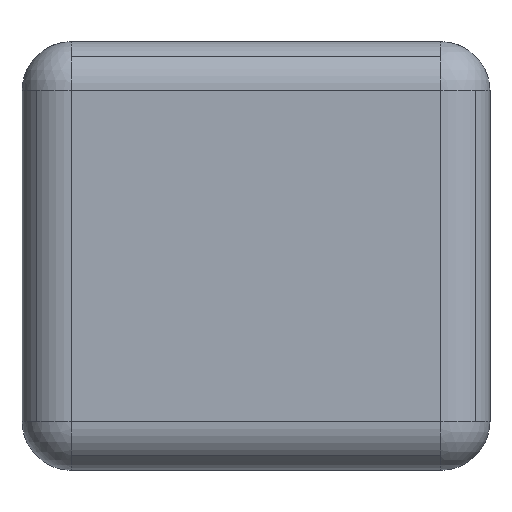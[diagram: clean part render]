
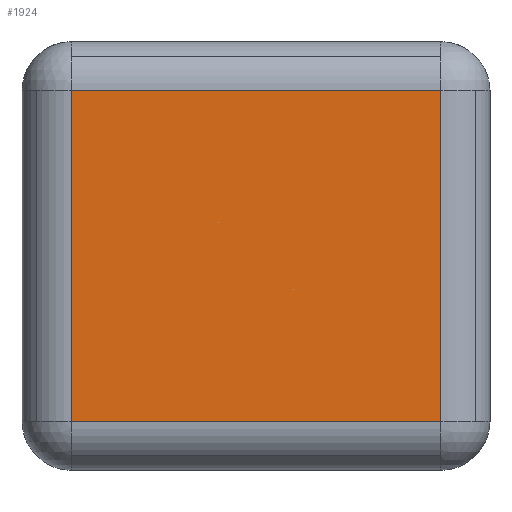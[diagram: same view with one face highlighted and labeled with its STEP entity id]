
A CAD part, left-side view. The second image highlights one B-rep face of the part: STEP entity #1924.
In plain terms, the highlighted planar face has unit normal (-1, 0, 0).
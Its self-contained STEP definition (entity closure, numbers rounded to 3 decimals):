
#1304=CARTESIAN_POINT('',(-0.875,-0.375,0.1));
#1305=VERTEX_POINT('',#1304);
#1313=CARTESIAN_POINT('',(-0.875,0.375,0.1));
#1314=VERTEX_POINT('',#1313);
#1315=CARTESIAN_POINT('',(-0.875,-0.375,0.1));
#1316=DIRECTION('',(0.0,1.0,0.0));
#1317=VECTOR('',#1316,0.75);
#1318=LINE('',#1315,#1317);
#1319=EDGE_CURVE('',#1305,#1314,#1318,.T.);
#1437=CARTESIAN_POINT('',(-0.875,0.375,0.77));
#1438=VERTEX_POINT('',#1437);
#1439=CARTESIAN_POINT('',(-0.875,0.375,0.1));
#1440=DIRECTION('',(0.0,0.0,1.0));
#1441=VECTOR('',#1440,0.67);
#1442=LINE('',#1439,#1441);
#1443=EDGE_CURVE('',#1314,#1438,#1442,.T.);
#1691=CARTESIAN_POINT('',(-0.875,-0.375,0.77));
#1692=VERTEX_POINT('',#1691);
#1718=CARTESIAN_POINT('',(-0.875,0.375,0.77));
#1719=DIRECTION('',(0.0,-1.0,0.0));
#1720=VECTOR('',#1719,0.75);
#1721=LINE('',#1718,#1720);
#1722=EDGE_CURVE('',#1438,#1692,#1721,.T.);
#1735=CARTESIAN_POINT('',(-0.875,-0.375,0.77));
#1736=DIRECTION('',(0.0,0.0,-1.0));
#1737=VECTOR('',#1736,0.67);
#1738=LINE('',#1735,#1737);
#1739=EDGE_CURVE('',#1692,#1305,#1738,.T.);
#1913=CARTESIAN_POINT('',(-0.875,-0.475,0.0));
#1914=DIRECTION('',(-1.0,0.0,0.0));
#1915=DIRECTION('',(0.0,0.0,1.0));
#1916=AXIS2_PLACEMENT_3D('',#1913,#1914,#1915);
#1917=PLANE('',#1916);
#1918=ORIENTED_EDGE('',*,*,#1722,.F.);
#1919=ORIENTED_EDGE('',*,*,#1443,.F.);
#1920=ORIENTED_EDGE('',*,*,#1319,.F.);
#1921=ORIENTED_EDGE('',*,*,#1739,.F.);
#1922=EDGE_LOOP('',(#1918,#1919,#1920,#1921));
#1923=FACE_OUTER_BOUND('',#1922,.T.);
#1924=ADVANCED_FACE('',(#1923),#1917,.T.);
